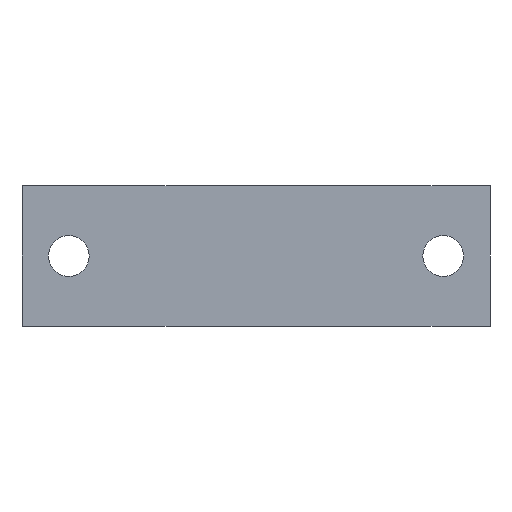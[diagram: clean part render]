
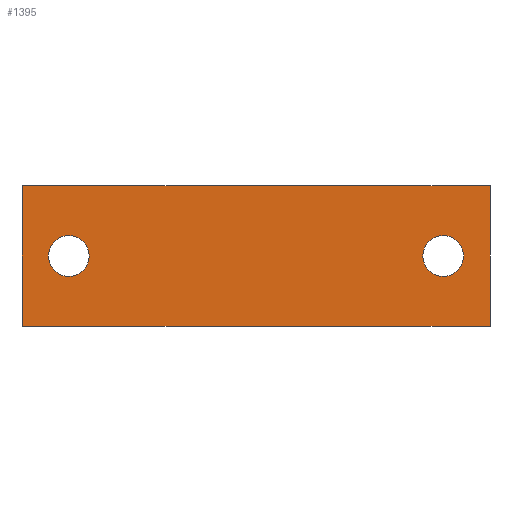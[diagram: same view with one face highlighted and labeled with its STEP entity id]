
A CAD part, front view. The second image highlights one B-rep face of the part: STEP entity #1395.
In plain terms, the highlighted planar face has unit normal (0, -1, 0).
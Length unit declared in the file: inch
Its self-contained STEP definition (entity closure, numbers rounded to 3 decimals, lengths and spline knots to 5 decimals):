
#4 = AXIS2_PLACEMENT_3D ( 'NONE', #700, #67, #972 ) ;
#26 = EDGE_LOOP ( 'NONE', ( #1401, #392 ) ) ;
#60 = CARTESIAN_POINT ( 'NONE',  ( -0.891, 0.02, -0.375 ) ) ;
#67 = DIRECTION ( 'NONE',  ( 0., 1., 0. ) ) ;
#130 = DIRECTION ( 'NONE',  ( 0., 1., 0. ) ) ;
#148 = EDGE_CURVE ( 'NONE', #268, #1411, #1246, .T. ) ;
#210 = FACE_BOUND ( 'NONE', #996, .T. ) ;
#228 = CARTESIAN_POINT ( 'NONE',  ( 1.21875, 0.02, 0. ) ) ;
#254 = CARTESIAN_POINT ( 'NONE',  ( -1.25, 0.02, 0. ) ) ;
#268 = VERTEX_POINT ( 'NONE', #1096 ) ;
#279 = VERTEX_POINT ( 'NONE', #454 ) ;
#298 = FACE_BOUND ( 'NONE', #26, .T. ) ;
#304 = LINE ( 'NONE', #569, #615 ) ;
#390 = DIRECTION ( 'NONE',  ( -1., 0., 0. ) ) ;
#392 = ORIENTED_EDGE ( 'NONE', *, *, #963, .T. ) ;
#400 = CIRCLE ( 'NONE', #1535, 0.109 ) ;
#418 = VERTEX_POINT ( 'NONE', #1554 ) ;
#436 = CARTESIAN_POINT ( 'NONE',  ( 1., 0.02, -0.375 ) ) ;
#441 = ORIENTED_EDGE ( 'NONE', *, *, #1175, .T. ) ;
#454 = CARTESIAN_POINT ( 'NONE',  ( 0.891, 0.02, -0.375 ) ) ;
#456 = VERTEX_POINT ( 'NONE', #1184 ) ;
#497 = CARTESIAN_POINT ( 'NONE',  ( -3., 0.02, -0.75 ) ) ;
#522 = ORIENTED_EDGE ( 'NONE', *, *, #606, .T. ) ;
#549 = AXIS2_PLACEMENT_3D ( 'NONE', #879, #1031, #390 ) ;
#569 = CARTESIAN_POINT ( 'NONE',  ( -1.25, 0.02, -12. ) ) ;
#580 = VECTOR ( 'NONE', #1517, 39.37008 ) ;
#582 = DIRECTION ( 'NONE',  ( -1., 0., 0. ) ) ;
#589 = DIRECTION ( 'NONE',  ( -1., 0., 0. ) ) ;
#590 = DIRECTION ( 'NONE',  ( 0., 0., -1. ) ) ;
#606 = EDGE_CURVE ( 'NONE', #456, #279, #1459, .T. ) ;
#615 = VECTOR ( 'NONE', #590, 39.37008 ) ;
#631 = VERTEX_POINT ( 'NONE', #254 ) ;
#689 = FACE_OUTER_BOUND ( 'NONE', #1584, .T. ) ;
#700 = CARTESIAN_POINT ( 'NONE',  ( -3., 0.02, -0.75 ) ) ;
#711 = EDGE_CURVE ( 'NONE', #1543, #1309, #1136, .T. ) ;
#748 = CARTESIAN_POINT ( 'NONE',  ( 1.25, 0.02, -12. ) ) ;
#769 = CARTESIAN_POINT ( 'NONE',  ( 1.25, 0.02, 0. ) ) ;
#828 = CARTESIAN_POINT ( 'NONE',  ( -1., 0.02, -0.375 ) ) ;
#834 = ORIENTED_EDGE ( 'NONE', *, *, #711, .T. ) ;
#838 = ORIENTED_EDGE ( 'NONE', *, *, #1371, .T. ) ;
#879 = CARTESIAN_POINT ( 'NONE',  ( -1., 0.02, -0.375 ) ) ;
#935 = AXIS2_PLACEMENT_3D ( 'NONE', #828, #1066, #582 ) ;
#949 = DIRECTION ( 'NONE',  ( 0., 1., 0. ) ) ;
#963 = EDGE_CURVE ( 'NONE', #1411, #268, #1091, .T. ) ;
#972 = DIRECTION ( 'NONE',  ( 0., 0., 1. ) ) ;
#996 = EDGE_LOOP ( 'NONE', ( #441, #522 ) ) ;
#997 = DIRECTION ( 'NONE',  ( -1., 0., 0. ) ) ;
#1031 = DIRECTION ( 'NONE',  ( 0., 1., 0. ) ) ;
#1049 = ORIENTED_EDGE ( 'NONE', *, *, #1591, .T. ) ;
#1066 = DIRECTION ( 'NONE',  ( 0., 1., 0. ) ) ;
#1091 = CIRCLE ( 'NONE', #935, 0.109 ) ;
#1096 = CARTESIAN_POINT ( 'NONE',  ( -1.109, 0.02, -0.375 ) ) ;
#1103 = EDGE_CURVE ( 'NONE', #1543, #418, #1633, .T. ) ;
#1106 = DIRECTION ( 'NONE',  ( -1., 0., 0. ) ) ;
#1114 = ORIENTED_EDGE ( 'NONE', *, *, #1103, .F. ) ;
#1136 = LINE ( 'NONE', #748, #580 ) ;
#1140 = CARTESIAN_POINT ( 'NONE',  ( 1., 0.02, -0.375 ) ) ;
#1175 = EDGE_CURVE ( 'NONE', #279, #456, #400, .T. ) ;
#1184 = CARTESIAN_POINT ( 'NONE',  ( 1.109, 0.02, -0.375 ) ) ;
#1246 = CIRCLE ( 'NONE', #549, 0.109 ) ;
#1309 = VERTEX_POINT ( 'NONE', #769 ) ;
#1331 = PLANE ( 'NONE',  #4 ) ;
#1353 = LINE ( 'NONE', #228, #1577 ) ;
#1371 = EDGE_CURVE ( 'NONE', #631, #418, #304, .T. ) ;
#1395 = ADVANCED_FACE ( 'NONE', ( #298, #210, #689 ), #1331, .F. ) ;
#1401 = ORIENTED_EDGE ( 'NONE', *, *, #148, .T. ) ;
#1406 = VECTOR ( 'NONE', #997, 39.37008 ) ;
#1411 = VERTEX_POINT ( 'NONE', #60 ) ;
#1449 = DIRECTION ( 'NONE',  ( -1., 0., 0. ) ) ;
#1459 = CIRCLE ( 'NONE', #1586, 0.109 ) ;
#1517 = DIRECTION ( 'NONE',  ( 0., 0., 1. ) ) ;
#1535 = AXIS2_PLACEMENT_3D ( 'NONE', #1140, #130, #1106 ) ;
#1543 = VERTEX_POINT ( 'NONE', #1579 ) ;
#1554 = CARTESIAN_POINT ( 'NONE',  ( -1.25, 0.02, -0.75 ) ) ;
#1577 = VECTOR ( 'NONE', #589, 39.37008 ) ;
#1579 = CARTESIAN_POINT ( 'NONE',  ( 1.25, 0.02, -0.75 ) ) ;
#1584 = EDGE_LOOP ( 'NONE', ( #838, #1114, #834, #1049 ) ) ;
#1586 = AXIS2_PLACEMENT_3D ( 'NONE', #436, #949, #1449 ) ;
#1591 = EDGE_CURVE ( 'NONE', #1309, #631, #1353, .T. ) ;
#1633 = LINE ( 'NONE', #497, #1406 ) ;
